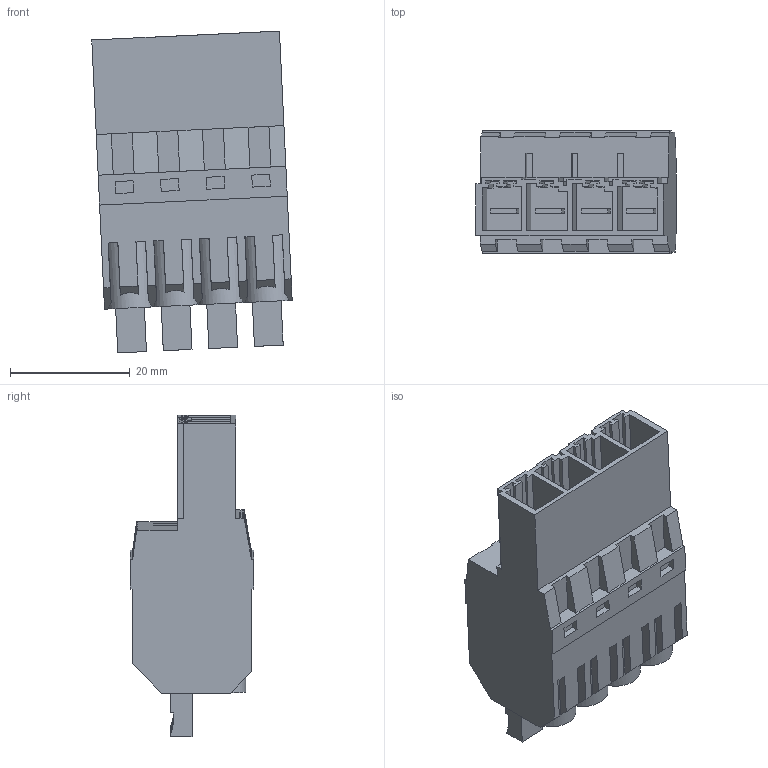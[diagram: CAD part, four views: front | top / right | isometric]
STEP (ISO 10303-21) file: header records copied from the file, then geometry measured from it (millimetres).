
FILE_DESCRIPTION(('CATIA V5 STEP Exchange','CAx-IF Rec.Pracs.--- Model Styling and Organization---1.4--- 2014-01-23'),'2;1');
FILE_NAME ('D1452786_1_1547550000_1547550000.stp','2022-05-10T13:10:04+00:00',('none'),('Weidmueller'),'CATIA Version 5-6 Release 2016 SP3 HF44','CATIA V5 STEP AP214','none');
FILE_SCHEMA(('AUTOMOTIVE_DESIGN { 1 0 10303 214 1 1 1 1 }'));
Length unit declared in the file: millimetre
Products named in the file (1): 1547550000
Bounding box: 33.47 x 20.6 x 53.74 mm (x, y, z)
Volume: 17060.9 mm3; surface area: 10146.3 mm2
Topology: 1 solids, 1 shells, 369 faces, 1056 edges, 720 vertices
Faces by surface type: plane 349, cylinder 20
Entity records: 11848 total; most frequent: CARTESIAN_POINT 2126, ORIENTED_EDGE 2112, DIRECTION 1606, EDGE_CURVE 1056, VECTOR 1000, LINE 1000, VERTEX_POINT 720, EDGE_LOOP 400
